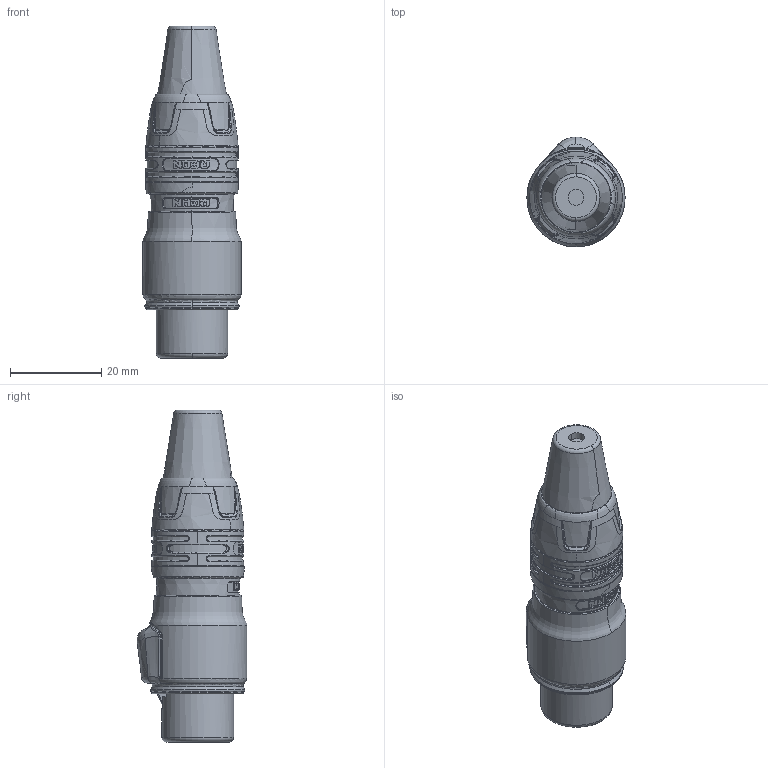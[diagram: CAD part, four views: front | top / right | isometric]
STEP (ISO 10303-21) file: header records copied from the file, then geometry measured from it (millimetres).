
FILE_DESCRIPTION((''),'2;1');
FILE_NAME('30011824_-_RCX3F-Z-012-0','2025-10-11T15:13:27',('summer.xia'),(''),'CREO PARAMETRIC BY PTC INC, 2023424','CREO PARAMETRIC BY PTC INC, 2023424','');
FILE_SCHEMA(('AUTOMOTIVE_DESIGN { 1 0 10303 214 1 1 1 1 }'));
Products named in the file (1): 30011824_-_RCX3F-Z-012-0
Bounding box: 21.6 x 24.15 x 72.94 mm (x, y, z)
Volume: 18903.4 mm3; surface area: 5319.3 mm2
Topology: 1 solids, 3 shells, 758 faces, 2040 edges, 1308 vertices
Faces by surface type: bspline 256, plane 218, cylinder 131, torus 95, cone 33, sphere 11, revolution 10, extrusion 4
Entity records: 38018 total; most frequent: CARTESIAN_POINT 21106, ORIENTED_EDGE 4058, DIRECTION 2676, EDGE_CURVE 2029, VERTEX_POINT 1308, AXIS2_PLACEMENT_3D 1090, B_SPLINE_CURVE_WITH_KNOTS 960, EDGE_LOOP 793
